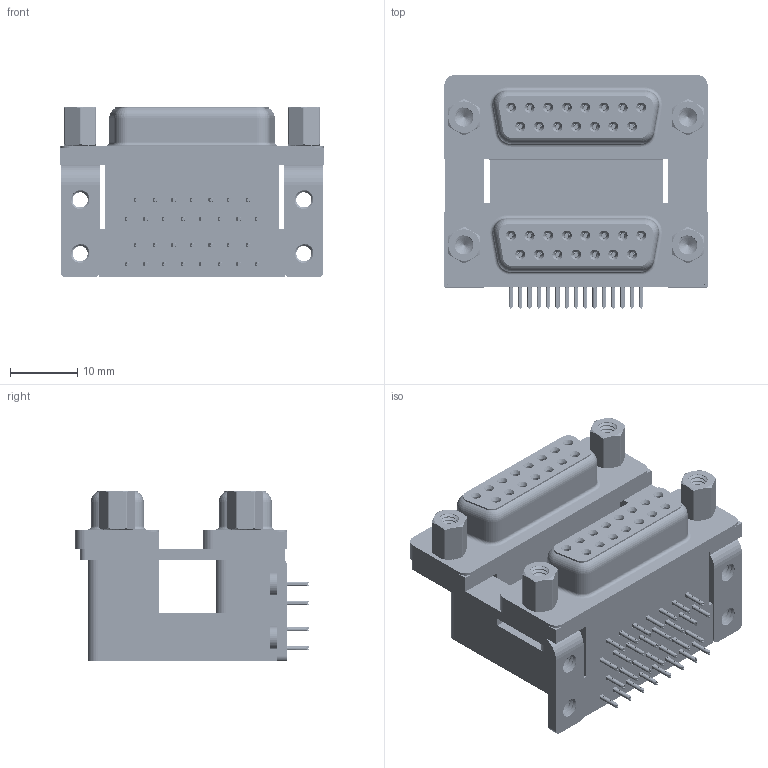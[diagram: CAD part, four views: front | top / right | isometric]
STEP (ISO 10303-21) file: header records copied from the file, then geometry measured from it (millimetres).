
FILE_DESCRIPTION (( 'STEP AP203' ), '1' );
FILE_NAME ('662-015-664-056.STEP', '2022-06-16T22:43:19', ( '' ), ( '' ), 'SwSTEP 2.0', 'SolidWorks 2020', '' );
FILE_SCHEMA (( 'CONFIG_CONTROL_DESIGN' ));
Length unit declared in the file: millimetre
Products named in the file (13): 662 Shell_15 Contacts; 662 Housing Spacer_15 Contacts M; 662-015-664-056; 662 Contact Top Upper_M; 662 Housing Lower_15 Contacts; 662 Contact Top Lower; 662 Contact Bottom Lower; 662 Housing Upper_15 Contacts M; 662 Threaded Rivet_4-40; 662 Contact Bottom Upper_M; 662 4-40 Threaded Board Mount; 662 4-40 Hex Standoff 5; 662 Mounting Bracket_ThruM
Assembly tree (49 placements, depth 2):
  662-015-664-056
    662 Housing Lower_15 Contacts
    662 Housing Spacer_15 Contacts M
    662 Housing Upper_15 Contacts M
    662 Shell_15 Contacts  x2
    662 Contact Bottom Lower  x7
    662 Contact Top Lower  x8
    662 Contact Bottom Upper_M  x7
    662 Contact Top Upper_M  x8
    662 Mounting Bracket_ThruM  x2
    662 4-40 Threaded Board Mount  x4
    662 Threaded Rivet_4-40  x4
    662 4-40 Hex Standoff 5  x4
Bounding box: 39.19 x 34.78 x 25.4 mm (x, y, z)
Volume: 16474.3 mm3; surface area: 19152 mm2
Topology: 49 solids, 49 shells, 5254 faces, 13774 edges, 8664 vertices
Faces by surface type: plane 2252, cylinder 1394, bspline 1072, cone 460, torus 76
Entity records: 55901 total; most frequent: CARTESIAN_POINT 20449, ORIENTED_EDGE 7190, DIRECTION 6219, EDGE_CURVE 3595, VECTOR 2305, LINE 2305, VERTEX_POINT 2298, AXIS2_PLACEMENT_3D 1957
